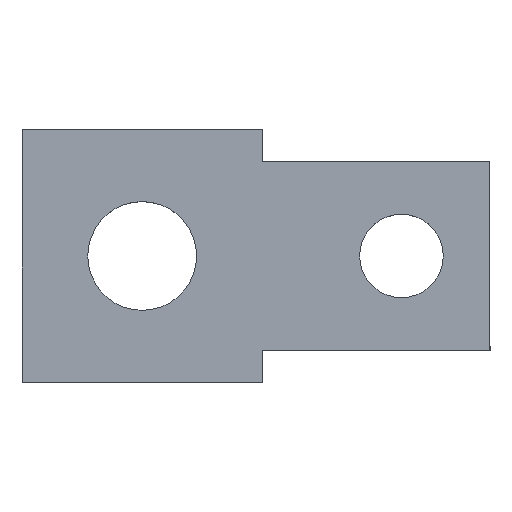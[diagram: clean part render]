
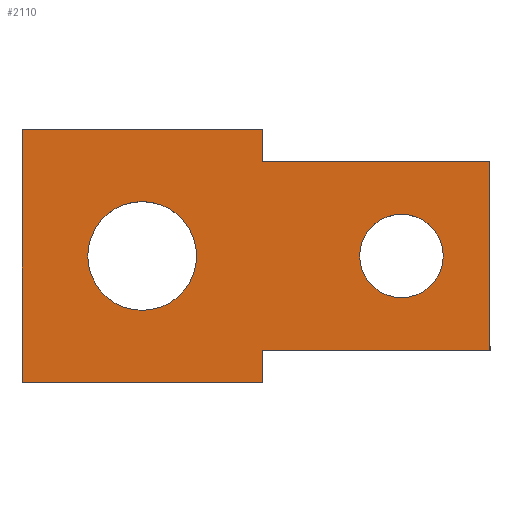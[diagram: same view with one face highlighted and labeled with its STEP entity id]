
A CAD part, top view. The second image highlights one B-rep face of the part: STEP entity #2110.
In plain terms, the highlighted face is planar.
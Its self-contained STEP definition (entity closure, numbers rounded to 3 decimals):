
#1100=CARTESIAN_POINT('',(137.072,-9.182,
-356.712));
#1110=DIRECTION('',(-0.899,0.042,
-0.435));
#1120=DIRECTION('',(-0.129,-0.977,
0.172));
#1130=AXIS2_PLACEMENT_3D('',#1100,#1110,#1120);
#1140=PLANE('',#1130);
#1150=CARTESIAN_POINT('',(165.375,15.776,
-412.833));
#1160=DIRECTION('',(-0.899,0.042,
-0.435));
#1170=DIRECTION('',(-0.129,-0.977,
0.172));
#1180=AXIS2_PLACEMENT_3D('',#1150,#1160,#1170);
#1190=CIRCLE('',#1180,4.3);
#1200=CARTESIAN_POINT('',(164.822,11.576,
-412.095));
#1210=VERTEX_POINT('',#1200);
#1220=CARTESIAN_POINT('',(165.928,19.976,
-413.571));
#1230=VERTEX_POINT('',#1220);
#1240=EDGE_CURVE('',#1210,#1230,#1190,.T.);
#1250=ORIENTED_EDGE('',*,*,#1240,.F.);
#1260=EDGE_CURVE('',#1230,#1210,#1190,.T.);
#1270=ORIENTED_EDGE('',*,*,#1260,.F.);
#1280=EDGE_LOOP('',(#1270,#1250));
#1290=FACE_BOUND('',#1280,.T.);
#1300=CARTESIAN_POINT('',(162.738,-4.247,
-409.315));
#1310=DIRECTION('',(-0.899,0.042,
-0.435));
#1320=DIRECTION('',(-0.129,-0.977,
0.172));
#1330=AXIS2_PLACEMENT_3D('',#1300,#1310,#1320);
#1340=CIRCLE('',#1330,3.3);
#1350=CARTESIAN_POINT('',(162.313,-7.47,
-408.749));
#1360=VERTEX_POINT('',#1350);
#1370=CARTESIAN_POINT('',(163.162,-1.023,
-409.881));
#1380=VERTEX_POINT('',#1370);
#1390=EDGE_CURVE('',#1360,#1380,#1340,.T.);
#1400=ORIENTED_EDGE('',*,*,#1390,.F.);
#1410=EDGE_CURVE('',#1380,#1360,#1340,.T.);
#1420=ORIENTED_EDGE('',*,*,#1410,.F.);
#1430=EDGE_LOOP('',(#1420,#1400));
#1440=FACE_BOUND('',#1430,.T.);
#1450=CARTESIAN_POINT('',(140.694,18.312,
-361.542));
#1460=DIRECTION('',(-0.418,0.21,
0.884));
#1470=VECTOR('',#1460,1.);
#1480=LINE('',#1450,#1470);
#1490=CARTESIAN_POINT('',(161.021,8.075,
-404.573));
#1500=VERTEX_POINT('',#1490);
#1510=CARTESIAN_POINT('',(159.977,8.601,
-402.363));
#1520=VERTEX_POINT('',#1510);
#1530=EDGE_CURVE('',#1500,#1520,#1480,.T.);
#1540=ORIENTED_EDGE('',*,*,#1530,.T.);
#1550=CARTESIAN_POINT('',(161.021,8.075,
-404.573));
#1560=DIRECTION('',(-0.129,-0.977,
0.172));
#1570=VECTOR('',#1560,1.);
#1580=LINE('',#1550,#1570);
#1590=CARTESIAN_POINT('',(158.705,-9.506,
-401.484));
#1600=VERTEX_POINT('',#1590);
#1610=EDGE_CURVE('',#1500,#1600,#1580,.T.);
#1620=ORIENTED_EDGE('',*,*,#1610,.F.);
#1630=CARTESIAN_POINT('',(158.705,-9.506,
-401.484));
#1640=DIRECTION('',(0.418,-0.21,
-0.884));
#1650=VECTOR('',#1640,1.);
#1660=LINE('',#1630,#1650);
#1670=CARTESIAN_POINT('',(164.969,-12.661,
-414.744));
#1680=VERTEX_POINT('',#1670);
#1690=EDGE_CURVE('',#1600,#1680,#1660,.T.);
#1700=ORIENTED_EDGE('',*,*,#1690,.F.);
#1710=CARTESIAN_POINT('',(167.285,4.92,
-417.832));
#1720=DIRECTION('',(-0.129,-0.977,
0.172));
#1730=VECTOR('',#1720,1.);
#1740=LINE('',#1710,#1730);
#1750=CARTESIAN_POINT('',(167.285,4.92,
-417.832));
#1760=VERTEX_POINT('',#1750);
#1770=EDGE_CURVE('',#1760,#1680,#1740,.T.);
#1780=ORIENTED_EDGE('',*,*,#1770,.T.);
#1790=CARTESIAN_POINT('',(140.694,18.312,
-361.542));
#1800=DIRECTION('',(-0.418,0.21,
0.884));
#1810=VECTOR('',#1800,1.);
#1820=LINE('',#1790,#1810);
#1830=CARTESIAN_POINT('',(168.329,4.394,
-420.042));
#1840=VERTEX_POINT('',#1830);
#1850=EDGE_CURVE('',#1840,#1760,#1820,.T.);
#1860=ORIENTED_EDGE('',*,*,#1850,.T.);
#1870=CARTESIAN_POINT('',(164.707,-23.1,
-415.212));
#1880=DIRECTION('',(-0.129,-0.977,
0.172));
#1890=VECTOR('',#1880,1.);
#1900=LINE('',#1870,#1890);
#1910=CARTESIAN_POINT('',(170.773,22.952,
-423.303));
#1920=VERTEX_POINT('',#1910);
#1930=EDGE_CURVE('',#1920,#1840,#1900,.T.);
#1940=ORIENTED_EDGE('',*,*,#1930,.T.);
#1950=CARTESIAN_POINT('',(143.139,36.87,
-364.802));
#1960=DIRECTION('',(0.418,-0.21,
-0.884));
#1970=VECTOR('',#1960,1.);
#1980=LINE('',#1950,#1970);
#1990=CARTESIAN_POINT('',(162.422,27.158,
-405.623));
#2000=VERTEX_POINT('',#1990);
#2010=EDGE_CURVE('',#2000,#1920,#1980,.T.);
#2020=ORIENTED_EDGE('',*,*,#2010,.T.);
#2030=CARTESIAN_POINT('',(156.355,-18.894,
-397.532));
#2040=DIRECTION('',(0.129,0.977,
-0.172));
#2050=VECTOR('',#2040,1.);
#2060=LINE('',#2030,#2050);
#2070=EDGE_CURVE('',#1520,#2000,#2060,.T.);
#2080=ORIENTED_EDGE('',*,*,#2070,.T.);
#2090=EDGE_LOOP('',(#2080,#2020,#1940,#1860,#1780,#1700,#1620,#1540));
#2100=FACE_OUTER_BOUND('',#2090,.T.);
#2110=ADVANCED_FACE('',(#1290,#1440,#2100),#1140,.T.);
